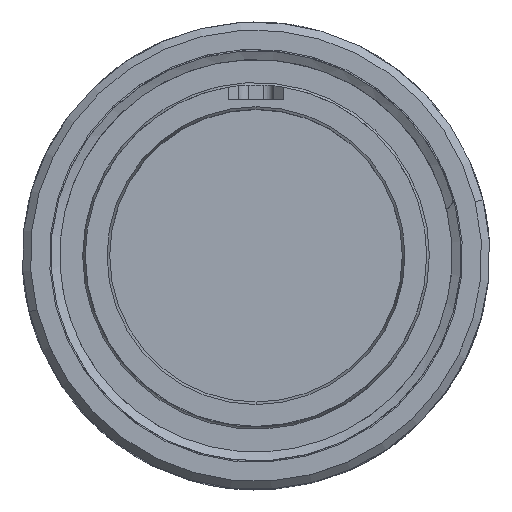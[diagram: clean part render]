
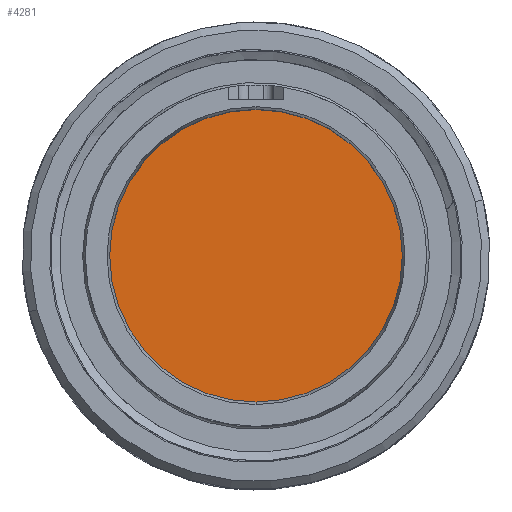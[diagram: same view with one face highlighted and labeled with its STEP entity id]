
A CAD part, top view. The second image highlights one B-rep face of the part: STEP entity #4281.
In plain terms, the highlighted planar face has unit normal (0, 0, 1).
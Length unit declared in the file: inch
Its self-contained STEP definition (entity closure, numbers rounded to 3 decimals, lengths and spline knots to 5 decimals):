
#112 = VERTEX_POINT ( 'NONE', #4970 ) ;
#247 = DIRECTION ( 'NONE',  ( 0., 0., -1. ) ) ;
#501 = AXIS2_PLACEMENT_3D ( 'NONE', #4688, #247, #1120 ) ;
#762 = ORIENTED_EDGE ( 'NONE', *, *, #4359, .F. ) ;
#1089 = AXIS2_PLACEMENT_3D ( 'NONE', #1102, #4298, #5552 ) ;
#1102 = CARTESIAN_POINT ( 'NONE',  ( 0., 0., -0.532 ) ) ;
#1120 = DIRECTION ( 'NONE',  ( -1., 0., 0. ) ) ;
#1414 = DIRECTION ( 'NONE',  ( 1., 0., 0. ) ) ;
#1651 = AXIS2_PLACEMENT_3D ( 'NONE', #3680, #3711, #1414 ) ;
#1666 = FACE_OUTER_BOUND ( 'NONE', #4981, .T. ) ;
#2212 = CIRCLE ( 'NONE', #1089, 0.45 ) ;
#2430 = CARTESIAN_POINT ( 'NONE',  ( -0.45, 0., -0.532 ) ) ;
#3093 = EDGE_CURVE ( 'NONE', #112, #4037, #3412, .T. ) ;
#3412 = CIRCLE ( 'NONE', #501, 0.45 ) ;
#3457 = PLANE ( 'NONE',  #1651 ) ;
#3680 = CARTESIAN_POINT ( 'NONE',  ( 0., 0., -0.532 ) ) ;
#3711 = DIRECTION ( 'NONE',  ( 0., 0., 1. ) ) ;
#4037 = VERTEX_POINT ( 'NONE', #2430 ) ;
#4281 = ADVANCED_FACE ( 'NONE', ( #1666 ), #3457, .T. ) ;
#4298 = DIRECTION ( 'NONE',  ( 0., 0., -1. ) ) ;
#4359 = EDGE_CURVE ( 'NONE', #4037, #112, #2212, .T. ) ;
#4688 = CARTESIAN_POINT ( 'NONE',  ( 0., 0., -0.532 ) ) ;
#4834 = ORIENTED_EDGE ( 'NONE', *, *, #3093, .F. ) ;
#4970 = CARTESIAN_POINT ( 'NONE',  ( 0.45, 0., -0.532 ) ) ;
#4981 = EDGE_LOOP ( 'NONE', ( #762, #4834 ) ) ;
#5552 = DIRECTION ( 'NONE',  ( -1., 0., 0. ) ) ;
